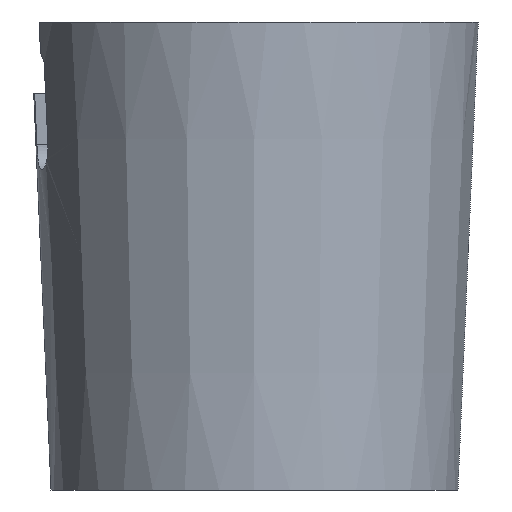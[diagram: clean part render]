
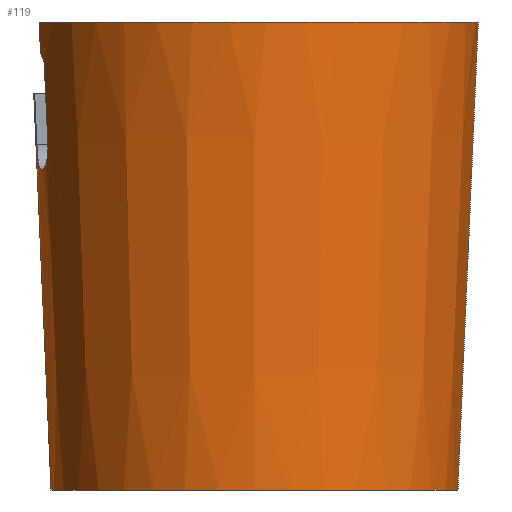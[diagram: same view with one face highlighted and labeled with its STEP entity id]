
A CAD part, front view. The second image highlights one B-rep face of the part: STEP entity #119.
In plain terms, the highlighted conical face has half-angle 2.49 degrees and reference radius 10 mm.
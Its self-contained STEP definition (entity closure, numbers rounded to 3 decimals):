
#7 = ORIENTED_EDGE ( 'NONE', *, *, #627, .T. ) ;
#8 = DIRECTION ( 'NONE',  ( 0., 0., 1. ) ) ;
#18 = CARTESIAN_POINT ( 'NONE',  ( 10., 0., 0. ) ) ;
#20 = ORIENTED_EDGE ( 'NONE', *, *, #622, .F. ) ;
#21 = DIRECTION ( 'NONE',  ( 0., 0., 1. ) ) ;
#29 = ORIENTED_EDGE ( 'NONE', *, *, #523, .F. ) ;
#33 = CARTESIAN_POINT ( 'NONE',  ( -10.765, -1., 18.667 ) ) ;
#39 = CARTESIAN_POINT ( 'NONE',  ( -10.685, -1., 16.833 ) ) ;
#44 = CARTESIAN_POINT ( 'NONE',  ( -10.56, -3., 22.5 ) ) ;
#55 = CARTESIAN_POINT ( 'NONE',  ( -10.153, -3.5, 17. ) ) ;
#62 = CIRCLE ( 'NONE', #82, 10.848 ) ;
#64 = CARTESIAN_POINT ( 'NONE',  ( -10.46, -3.168, 21.332 ) ) ;
#69 = VERTEX_POINT ( 'NONE', #344 ) ;
#70 = EDGE_CURVE ( 'NONE', #145, #280, #315, .T. ) ;
#76 = DIRECTION ( 'NONE',  ( 0., 0., 1. ) ) ;
#79 = CARTESIAN_POINT ( 'NONE',  ( -10.692, -1., 17. ) ) ;
#82 = AXIS2_PLACEMENT_3D ( 'NONE', #202, #428, #323 ) ;
#87 = CARTESIAN_POINT ( 'NONE',  ( -10.729, -1., 17.833 ) ) ;
#90 = CARTESIAN_POINT ( 'NONE',  ( -10., 0., 0. ) ) ;
#95 = CARTESIAN_POINT ( 'NONE',  ( -10.568, -1.626, 15.905 ) ) ;
#98 = CARTESIAN_POINT ( 'NONE',  ( -10.445, -2.25, 15.75 ) ) ;
#119 = ADVANCED_FACE ( 'NONE', ( #718 ), #277, .T. ) ;
#137 = B_SPLINE_CURVE_WITH_KNOTS ( 'NONE', 3,
 ( #376, #39, #370, #652, #439, #542, #95, #155, #257, #98 ),
 .UNSPECIFIED., .F., .F.,
 ( 4, 2, 2, 2, 4 ),
 ( 0., 0., 0.001, 0.001, 0.002 ),
 .UNSPECIFIED. ) ;
#139 = CARTESIAN_POINT ( 'NONE',  ( -10.153, -3.5, 17. ) ) ;
#140 = CARTESIAN_POINT ( 'NONE',  ( -10.178, -3.338, 16.362 ) ) ;
#143 = CARTESIAN_POINT ( 'NONE',  ( -10.373, -2.574, 15.782 ) ) ;
#145 = VERTEX_POINT ( 'NONE', #275 ) ;
#149 = CARTESIAN_POINT ( 'NONE',  ( -10.337, -3.5, 21. ) ) ;
#154 = ORIENTED_EDGE ( 'NONE', *, *, #319, .F. ) ;
#155 = CARTESIAN_POINT ( 'NONE',  ( -10.512, -1.926, 15.782 ) ) ;
#159 = EDGE_CURVE ( 'NONE', #597, #348, #271, .T. ) ;
#162 = AXIS2_PLACEMENT_3D ( 'NONE', #526, #21, #688 ) ;
#163 = CARTESIAN_POINT ( 'NONE',  ( 10., 0., 0. ) ) ;
#172 = EDGE_CURVE ( 'NONE', #69, #568, #513, .T. ) ;
#174 = EDGE_LOOP ( 'NONE', ( #690, #7, #651, #20, #295, #433, #154, #206, #443, #287, #29 ) ) ;
#193 = CARTESIAN_POINT ( 'NONE',  ( -10.445, -2.25, 15.75 ) ) ;
#202 = CARTESIAN_POINT ( 'NONE',  ( 0., 0., 19.5 ) ) ;
#206 = ORIENTED_EDGE ( 'NONE', *, *, #702, .F. ) ;
#210 = VERTEX_POINT ( 'NONE', #308 ) ;
#217 = CARTESIAN_POINT ( 'NONE',  ( -10.515, -3., 21.5 ) ) ;
#235 = VERTEX_POINT ( 'NONE', #642 ) ;
#257 = CARTESIAN_POINT ( 'NONE',  ( -10.48, -2.089, 15.75 ) ) ;
#271 = LINE ( 'NONE', #163, #662 ) ;
#275 = CARTESIAN_POINT ( 'NONE',  ( -10.515, -3., 21.5 ) ) ;
#277 = CONICAL_SURFACE ( 'NONE', #698, 10., 0.043 ) ;
#279 = CARTESIAN_POINT ( 'NONE',  ( -10.153, -3.5, 17. ) ) ;
#280 = VERTEX_POINT ( 'NONE', #419 ) ;
#281 = CARTESIAN_POINT ( 'NONE',  ( -10.145, -3.5, 16.833 ) ) ;
#286 = DIRECTION ( 'NONE',  ( 1., 0., 0. ) ) ;
#287 = ORIENTED_EDGE ( 'NONE', *, *, #172, .F. ) ;
#295 = ORIENTED_EDGE ( 'NONE', *, *, #446, .F. ) ;
#297 = DIRECTION ( 'NONE',  ( 1., 0., 0. ) ) ;
#308 = CARTESIAN_POINT ( 'NONE',  ( -10., 0., 0. ) ) ;
#315 =( BOUNDED_CURVE ( )  B_SPLINE_CURVE ( 3, ( #217, #64, #616, #511 ),
 .UNSPECIFIED., .F., .T. ) 
 B_SPLINE_CURVE_WITH_KNOTS ( ( 4, 4 ),
 ( 1.89, 1.938 ),
 .UNSPECIFIED. ) 
 CURVE ( )  GEOMETRIC_REPRESENTATION_ITEM ( )  RATIONAL_B_SPLINE_CURVE ( ( 1., 1., 1., 1. ) ) 
 REPRESENTATION_ITEM ( '' )  );
#319 = EDGE_CURVE ( 'NONE', #463, #280, #567, .T. ) ;
#323 = DIRECTION ( 'NONE',  ( -1., 0., 0. ) ) ;
#330 = CARTESIAN_POINT ( 'NONE',  ( -10.538, -3., 22. ) ) ;
#342 = CIRCLE ( 'NONE', #617, 11. ) ;
#344 = CARTESIAN_POINT ( 'NONE',  ( -10.802, -1., 19.5 ) ) ;
#348 = VERTEX_POINT ( 'NONE', #596 ) ;
#365 = CARTESIAN_POINT ( 'NONE',  ( -10.214, -3.5, 18.333 ) ) ;
#370 = CARTESIAN_POINT ( 'NONE',  ( -10.675, -1.033, 16.67 ) ) ;
#371 = CARTESIAN_POINT ( 'NONE',  ( -10.264, -3.01, 15.994 ) ) ;
#376 = CARTESIAN_POINT ( 'NONE',  ( -10.692, -1., 17. ) ) ;
#378 = CARTESIAN_POINT ( 'NONE',  ( -10.515, -3., 21.5 ) ) ;
#383 = CARTESIAN_POINT ( 'NONE',  ( -10.149, -3.467, 16.668 ) ) ;
#399 = CARTESIAN_POINT ( 'NONE',  ( 0., 0., 0. ) ) ;
#401 = EDGE_CURVE ( 'NONE', #210, #235, #442, .T. ) ;
#419 = CARTESIAN_POINT ( 'NONE',  ( -10.337, -3.5, 21. ) ) ;
#428 = DIRECTION ( 'NONE',  ( 0., 0., 1. ) ) ;
#431 = VECTOR ( 'NONE', #539, 1000. ) ;
#433 = ORIENTED_EDGE ( 'NONE', *, *, #70, .T. ) ;
#439 = CARTESIAN_POINT ( 'NONE',  ( -10.632, -1.254, 16.227 ) ) ;
#442 = LINE ( 'NONE', #90, #431 ) ;
#443 = ORIENTED_EDGE ( 'NONE', *, *, #490, .F. ) ;
#446 = EDGE_CURVE ( 'NONE', #145, #681, #502, .T. ) ;
#463 = VERTEX_POINT ( 'NONE', #279 ) ;
#478 = CARTESIAN_POINT ( 'NONE',  ( -10.203, -3.244, 16.225 ) ) ;
#484 = CARTESIAN_POINT ( 'NONE',  ( -10.583, -3., 23. ) ) ;
#490 = EDGE_CURVE ( 'NONE', #568, #611, #137, .T. ) ;
#491 = CARTESIAN_POINT ( 'NONE',  ( -10.583, -3., 23. ) ) ;
#502 = B_SPLINE_CURVE_WITH_KNOTS ( 'NONE', 3,
 ( #378, #330, #44, #491 ),
 .UNSPECIFIED., .F., .F.,
 ( 4, 4 ),
 ( 0.007, 0.009 ),
 .UNSPECIFIED. ) ;
#511 = CARTESIAN_POINT ( 'NONE',  ( -10.337, -3.5, 21. ) ) ;
#513 = B_SPLINE_CURVE_WITH_KNOTS ( 'NONE', 3,
 ( #668, #33, #87, #647 ),
 .UNSPECIFIED., .F., .F.,
 ( 4, 4 ),
 ( 0.007, 0.009 ),
 .UNSPECIFIED. ) ;
#523 = EDGE_CURVE ( 'NONE', #235, #69, #62, .T. ) ;
#526 = CARTESIAN_POINT ( 'NONE',  ( 0., 0., 0. ) ) ;
#539 = DIRECTION ( 'NONE',  ( -0.043, 0., 0.999 ) ) ;
#542 = CARTESIAN_POINT ( 'NONE',  ( -10.592, -1.486, 15.997 ) ) ;
#558 = DIRECTION ( 'NONE',  ( 0.043, 0., 0.999 ) ) ;
#567 = B_SPLINE_CURVE_WITH_KNOTS ( 'NONE', 3,
 ( #139, #365, #586, #149 ),
 .UNSPECIFIED., .F., .F.,
 ( 4, 4 ),
 ( 0.007, 0.011 ),
 .UNSPECIFIED. ) ;
#568 = VERTEX_POINT ( 'NONE', #79 ) ;
#574 = CARTESIAN_POINT ( 'NONE',  ( 0., 0., 23. ) ) ;
#586 = CARTESIAN_POINT ( 'NONE',  ( -10.275, -3.5, 19.667 ) ) ;
#596 = CARTESIAN_POINT ( 'NONE',  ( 11., 0., 23. ) ) ;
#597 = VERTEX_POINT ( 'NONE', #18 ) ;
#611 = VERTEX_POINT ( 'NONE', #193 ) ;
#616 = CARTESIAN_POINT ( 'NONE',  ( -10.4, -3.335, 21.165 ) ) ;
#617 = AXIS2_PLACEMENT_3D ( 'NONE', #574, #76, #297 ) ;
#622 = EDGE_CURVE ( 'NONE', #681, #348, #342, .T. ) ;
#627 = EDGE_CURVE ( 'NONE', #210, #597, #663, .T. ) ;
#642 = CARTESIAN_POINT ( 'NONE',  ( -10.848, 0., 19.5 ) ) ;
#643 = B_SPLINE_CURVE_WITH_KNOTS ( 'NONE', 3,
 ( #700, #646, #143, #649, #371, #478, #140, #383, #281, #55 ),
 .UNSPECIFIED., .F., .F.,
 ( 4, 2, 2, 2, 4 ),
 ( 0.002, 0.002, 0.003, 0.003, 0.004 ),
 .UNSPECIFIED. ) ;
#646 = CARTESIAN_POINT ( 'NONE',  ( -10.41, -2.412, 15.75 ) ) ;
#647 = CARTESIAN_POINT ( 'NONE',  ( -10.692, -1., 17. ) ) ;
#649 = CARTESIAN_POINT ( 'NONE',  ( -10.299, -2.873, 15.904 ) ) ;
#651 = ORIENTED_EDGE ( 'NONE', *, *, #159, .T. ) ;
#652 = CARTESIAN_POINT ( 'NONE',  ( -10.649, -1.16, 16.366 ) ) ;
#662 = VECTOR ( 'NONE', #558, 1000. ) ;
#663 = CIRCLE ( 'NONE', #162, 10. ) ;
#668 = CARTESIAN_POINT ( 'NONE',  ( -10.802, -1., 19.5 ) ) ;
#681 = VERTEX_POINT ( 'NONE', #484 ) ;
#688 = DIRECTION ( 'NONE',  ( 1., 0., 0. ) ) ;
#690 = ORIENTED_EDGE ( 'NONE', *, *, #401, .F. ) ;
#698 = AXIS2_PLACEMENT_3D ( 'NONE', #399, #8, #286 ) ;
#700 = CARTESIAN_POINT ( 'NONE',  ( -10.445, -2.25, 15.75 ) ) ;
#702 = EDGE_CURVE ( 'NONE', #611, #463, #643, .T. ) ;
#718 = FACE_OUTER_BOUND ( 'NONE', #174, .T. ) ;
